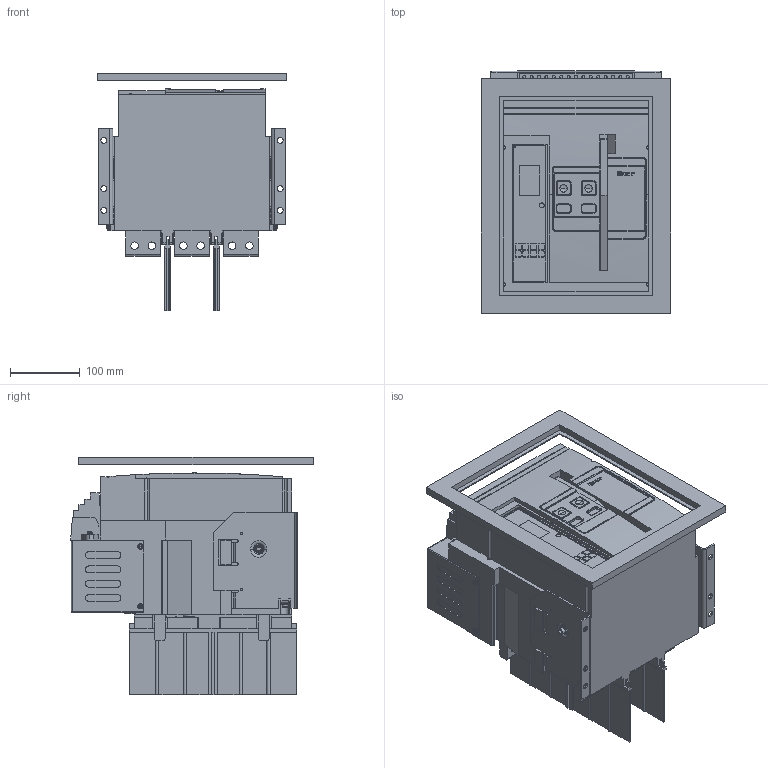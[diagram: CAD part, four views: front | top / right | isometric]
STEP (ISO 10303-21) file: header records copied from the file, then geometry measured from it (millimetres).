
FILE_DESCRIPTION (( 'STEP AP203' ), '1' );
FILE_NAME ('mccb450-1600-1250(1600)-v2.ÃÌ Âûêëþ÷àòåëü àâòîìàòè÷åñêèé ÂÀ-450 3P 65êÀ ñòàöèîíàðíûé v2.STEP', '2025-05-07T14:24:43', ( '' ), ( '' ), 'SwSTEP 2.0', 'SolidWorks 2021', '' );
FILE_SCHEMA (( 'CONFIG_CONTROL_DESIGN' ));
Products named in the file (1): mccb450-1600-1250(1600)-v2.ÃÌ Âûêëþ÷àòåëü àâòîìàòè÷åñêèé ÂÀ-450 3P 65êÀ ñòàöèîíàðíûé v2
Bounding box: 271.4 x 347.9 x 341.2 mm (x, y, z)
Volume: 14256823.6 mm3; surface area: 801202.9 mm2
Topology: 16 solids, 16 shells, 2248 faces, 5741 edges, 3782 vertices
Faces by surface type: plane 1331, cylinder 818, torus 62, bspline 31, sphere 6
Entity records: 71099 total; most frequent: CARTESIAN_POINT 15439, DIRECTION 11600, ORIENTED_EDGE 11466, EDGE_CURVE 5733, AXIS2_PLACEMENT_3D 3969, VERTEX_POINT 3780, VECTOR 3662, LINE 3662
